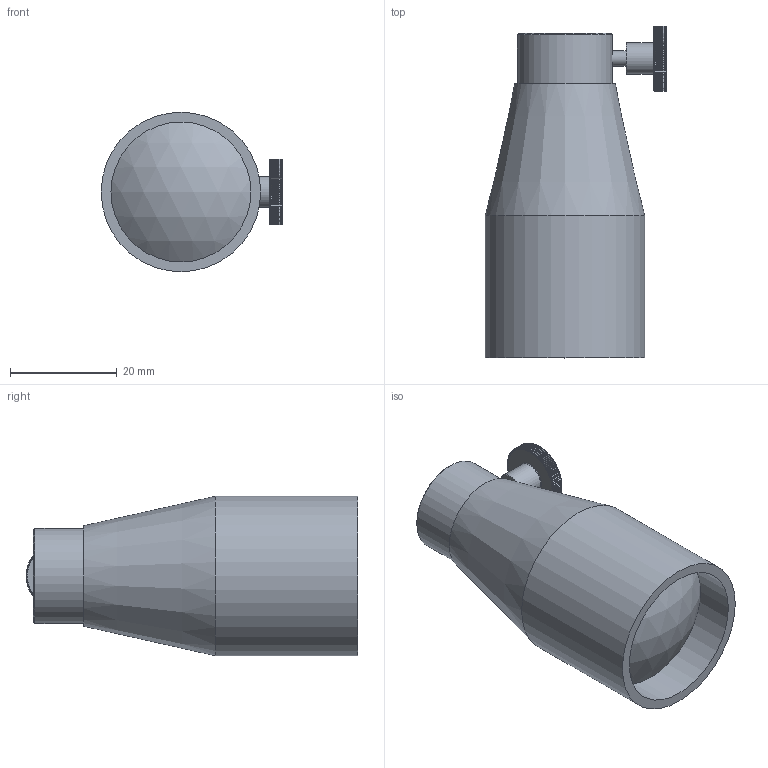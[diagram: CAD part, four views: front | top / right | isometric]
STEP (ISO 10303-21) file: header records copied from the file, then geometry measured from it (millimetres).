
FILE_DESCRIPTION (( 'STEP AP203' ), '1' );
FILE_NAME ('41148 2 LENSE OPTIC ASM,5MM LIGHTGDE.STEP', '2021-12-03T13:36:32', ( '' ), ( '' ), 'SwSTEP 2.0', 'SolidWorks 2021', '' );
FILE_SCHEMA (( 'CONFIG_CONTROL_DESIGN' ));
Length unit declared in the file: millimetre
Products named in the file (1): 41148 2 LENSE OPTIC ASM,5MM LIGHTGDE
Bounding box: 33.97 x 62.09 x 29.84 mm (x, y, z)
Volume: 29839.3 mm3; surface area: 7400.6 mm2
Topology: 1 solids, 1 shells, 576 faces, 1698 edges, 1131 vertices
Faces by surface type: plane 230, torus 224, cylinder 118, cone 3, sphere 1
Full cylindrical faces by diameter (mm): 2.87 x2, 5.842 x1, 10.084 x1, 17.78 x1, 26.187 x1, 29.845 x1
Entity records: 25742 total; most frequent: CARTESIAN_POINT 10786, ORIENTED_EDGE 3368, DIRECTION 2853, EDGE_CURVE 1684, VERTEX_POINT 1129, AXIS2_PLACEMENT_3D 1038, VECTOR 777, LINE 777
